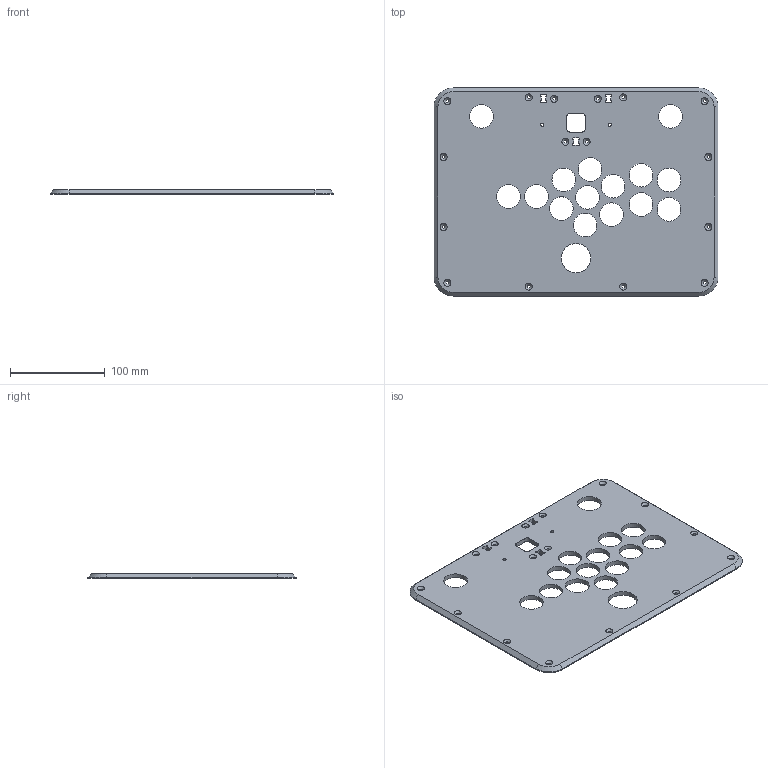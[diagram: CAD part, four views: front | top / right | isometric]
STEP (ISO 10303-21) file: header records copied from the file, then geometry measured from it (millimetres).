
FILE_DESCRIPTION(/* description */ ('','CAx-IF Rec.Pracs.---Representation and Presentation of Product Manufacturing Information (PMI)---4.0---2014-10-13'),/* implementation_level */ '2;1');
FILE_NAME(/* name */ 'Top Plate.stp',/* time_stamp */ '2024-07-22T23:20:09+01:00',/* author */ ('JS'),/* organization */ (''),/* preprocessor_version */ 'ST-DEVELOPER v19.2',/* originating_system */ 'Autodesk Inventor 2023',/* authorisation */ '');
FILE_SCHEMA (('AP242_MANAGED_MODEL_BASED_3D_ENGINEERING_MIM_LF { 1 0 10303 442 1 1 4 }'));
Length unit declared in the file: millimetre
Products named in the file (1): Top Plate Sanwa
Bounding box: 300 x 220 x 5 mm (x, y, z)
Volume: 275749.7 mm3; surface area: 124394.9 mm2
Topology: 1 solids, 1 shells, 100 faces, 270 edges, 172 vertices
Faces by surface type: cylinder 54, plane 26, cone 20
Full cylindrical faces by diameter (mm): 3.4 x18, 25 x15, 31 x1
Entity records: 3855 total; most frequent: CARTESIAN_POINT 680, DIRECTION 674, ORIENTED_EDGE 540, EDGE_CURVE 270, AXIS2_PLACEMENT_3D 266, EDGE_LOOP 176, VERTEX_POINT 172, CIRCLE 152
